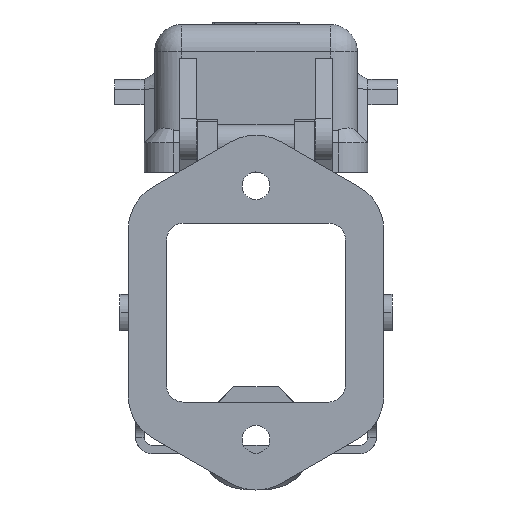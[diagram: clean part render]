
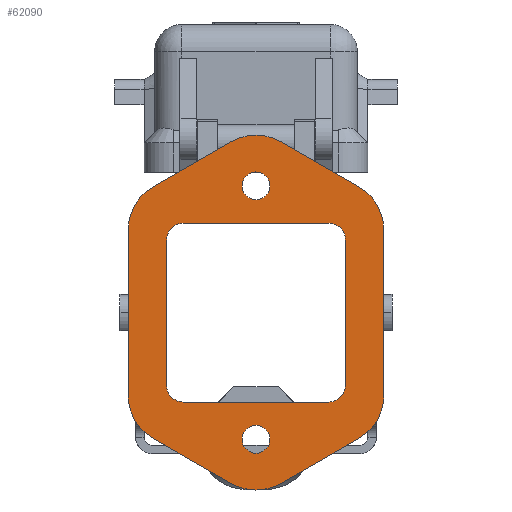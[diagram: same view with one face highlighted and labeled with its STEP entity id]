
A CAD part, front view. The second image highlights one B-rep face of the part: STEP entity #62090.
In plain terms, the highlighted face is planar.
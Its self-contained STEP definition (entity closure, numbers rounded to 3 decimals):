
#11950=CARTESIAN_POINT('',(65.873,31.938,-1.8));
#11960=VERTEX_POINT('',#11950);
#11990=CARTESIAN_POINT('',(59.873,31.938,-1.8));
#12000=DIRECTION('',(0.,0.,1.));
#12010=DIRECTION('',(1.,0.,0.));
#12020=AXIS2_PLACEMENT_3D('',#11990,#12000,#12010);
#12030=CIRCLE('',#12020,6.);
#12040=CARTESIAN_POINT('',(62.873,26.742,-1.8));
#12050=VERTEX_POINT('',#12040);
#12060=EDGE_CURVE('',#12050,#11960,#12030,.T.);
#12370=CARTESIAN_POINT('',(62.873,56.569,-1.8));
#12380=VERTEX_POINT('',#12370);
#12410=CARTESIAN_POINT('',(59.873,51.373,-1.8));
#12420=DIRECTION('',(0.,0.,1.));
#12430=DIRECTION('',(1.,0.,0.));
#12440=AXIS2_PLACEMENT_3D('',#12410,#12420,#12430);
#12450=CIRCLE('',#12440,6.);
#12460=CARTESIAN_POINT('',(65.873,51.373,-1.8));
#12470=VERTEX_POINT('',#12460);
#12480=EDGE_CURVE('',#12470,#12380,#12450,.T.);
#12640=CARTESIAN_POINT('',(41.573,31.938,-1.8));
#12650=DIRECTION('',(0.,0.,-1.));
#12660=DIRECTION('',(-1.,0.,0.));
#12670=AXIS2_PLACEMENT_3D('',#12640,#12650,#12660);
#12680=CIRCLE('',#12670,6.);
#12690=CARTESIAN_POINT('',(38.573,26.742,-1.8));
#12700=VERTEX_POINT('',#12690);
#12710=CARTESIAN_POINT('',(35.573,31.938,-1.8));
#12720=VERTEX_POINT('',#12710);
#12730=EDGE_CURVE('',#12700,#12720,#12680,.T.);
#13100=CARTESIAN_POINT('',(35.573,51.373,-1.8));
#13110=VERTEX_POINT('',#13100);
#13230=CARTESIAN_POINT('',(35.573,49.553,-1.8));
#13240=DIRECTION('',(0.,-1.,0.));
#13250=VECTOR('',#13240,1.);
#13260=LINE('',#13230,#13250);
#13270=EDGE_CURVE('',#13110,#12720,#13260,.T.);
#13540=CARTESIAN_POINT('',(49.073,56.655,-1.8));
#13550=VERTEX_POINT('',#13540);
#13580=CARTESIAN_POINT('',(50.723,56.655,-1.8));
#13590=DIRECTION('',(0.,0.,1.));
#13600=DIRECTION('',(0.,1.,0.));
#13610=AXIS2_PLACEMENT_3D('',#13580,#13590,#13600);
#13620=CIRCLE('',#13610,1.65);
#13630=CARTESIAN_POINT('',(52.373,56.655,-1.8));
#13640=VERTEX_POINT('',#13630);
#13650=EDGE_CURVE('',#13550,#13640,#13620,.T.);
#18580=CARTESIAN_POINT('',(40.131,50.248,-1.8));
#18590=VERTEX_POINT('',#18580);
#18620=CARTESIAN_POINT('',(40.131,2.841,-1.8));
#18630=DIRECTION('',(0.,-1.,0.));
#18640=VECTOR('',#18630,1.);
#18650=LINE('',#18620,#18640);
#18660=CARTESIAN_POINT('',(40.131,33.063,-1.8));
#18670=VERTEX_POINT('',#18660);
#18680=EDGE_CURVE('',#18590,#18670,#18650,.T.);
#19220=CARTESIAN_POINT('',(42.131,31.063,-1.8));
#19230=VERTEX_POINT('',#19220);
#19260=CARTESIAN_POINT('',(29.938,31.063,-1.8));
#19270=DIRECTION('',(1.,0.,0.));
#19280=VECTOR('',#19270,1.);
#19290=LINE('',#19260,#19280);
#19300=CARTESIAN_POINT('',(59.316,31.063,-1.8));
#19310=VERTEX_POINT('',#19300);
#19320=EDGE_CURVE('',#19230,#19310,#19290,.T.);
#19980=CARTESIAN_POINT('',(61.316,2.841,-1.8));
#19990=DIRECTION('',(0.,1.,0.));
#20000=VECTOR('',#19990,1.);
#20010=LINE('',#19980,#20000);
#20020=CARTESIAN_POINT('',(61.316,33.063,-1.8));
#20030=VERTEX_POINT('',#20020);
#20040=CARTESIAN_POINT('',(61.316,50.248,-1.8));
#20050=VERTEX_POINT('',#20040);
#20060=EDGE_CURVE('',#20030,#20050,#20010,.T.);
#21040=CARTESIAN_POINT('',(59.316,52.248,-1.8));
#21050=VERTEX_POINT('',#21040);
#21080=CARTESIAN_POINT('',(29.938,52.248,-1.8));
#21090=DIRECTION('',(-1.,0.,0.));
#21100=VECTOR('',#21090,1.);
#21110=LINE('',#21080,#21100);
#21120=CARTESIAN_POINT('',(42.131,52.248,-1.8));
#21130=VERTEX_POINT('',#21120);
#21140=EDGE_CURVE('',#21050,#21130,#21110,.T.);
#30690=CARTESIAN_POINT('',(42.131,33.063,-1.8));
#30700=DIRECTION('',(0.,0.,1.));
#30710=DIRECTION('',(0.707,0.707,0.));
#30720=AXIS2_PLACEMENT_3D('',#30690,#30700,#30710);
#30730=ELLIPSE('',#30720,2.,2.);
#30740=EDGE_CURVE('',#18670,#19230,#30730,.T.);
#30940=CARTESIAN_POINT('',(42.131,50.248,-1.8));
#30950=DIRECTION('',(0.,0.,1.));
#30960=DIRECTION('',(0.707,-0.707,0.));
#30970=AXIS2_PLACEMENT_3D('',#30940,#30950,#30960);
#30980=ELLIPSE('',#30970,2.,2.);
#30990=EDGE_CURVE('',#21130,#18590,#30980,.T.);
#31210=CARTESIAN_POINT('',(59.316,33.063,-1.8));
#31220=DIRECTION('',(0.,0.,1.));
#31230=DIRECTION('',(0.707,-0.707,0.));
#31240=AXIS2_PLACEMENT_3D('',#31210,#31220,#31230);
#31250=ELLIPSE('',#31240,2.,2.);
#31260=EDGE_CURVE('',#19310,#20030,#31250,.T.);
#31460=CARTESIAN_POINT('',(59.316,50.248,-1.8));
#31470=DIRECTION('',(0.,0.,1.));
#31480=DIRECTION('',(0.707,0.707,0.));
#31490=AXIS2_PLACEMENT_3D('',#31460,#31470,#31480);
#31500=ELLIPSE('',#31490,2.,2.);
#31510=EDGE_CURVE('',#20050,#21050,#31500,.T.);
#60990=CARTESIAN_POINT('',(29.938,2.841,-1.8));
#61000=DIRECTION('',(0.,0.,1.));
#61010=DIRECTION('',(1.,0.,0.));
#61020=AXIS2_PLACEMENT_3D('',#60990,#61000,#61010);
#61030=PLANE('',#61020);
#61040=ORIENTED_EDGE('',*,*,#30740,.T.);
#61050=ORIENTED_EDGE('',*,*,#18680,.T.);
#61060=ORIENTED_EDGE('',*,*,#30990,.T.);
#61070=ORIENTED_EDGE('',*,*,#21140,.T.);
#61080=ORIENTED_EDGE('',*,*,#31510,.T.);
#61090=ORIENTED_EDGE('',*,*,#20060,.T.);
#61100=ORIENTED_EDGE('',*,*,#31260,.T.);
#61110=ORIENTED_EDGE('',*,*,#19320,.T.);
#61120=EDGE_LOOP('',(#61110,#61100,#61090,#61080,#61070,#61060,#61050,
#61040));
#61130=FACE_BOUND('',#61120,.T.);
#61140=ORIENTED_EDGE('',*,*,#13650,.T.);
#61150=CARTESIAN_POINT('',(50.723,58.305,-1.8));
#61160=VERTEX_POINT('',#61150);
#61170=EDGE_CURVE('',#61160,#13550,#13620,.T.);
#61180=ORIENTED_EDGE('',*,*,#61170,.T.);
#61190=EDGE_CURVE('',#13640,#61160,#13620,.T.);
#61200=ORIENTED_EDGE('',*,*,#61190,.T.);
#61210=EDGE_LOOP('',(#61200,#61180,#61140));
#61220=FACE_BOUND('',#61210,.T.);
#61230=CARTESIAN_POINT('',(50.723,26.655,-1.8));
#61240=DIRECTION('',(0.,0.,1.));
#61250=DIRECTION('',(0.,1.,0.));
#61260=AXIS2_PLACEMENT_3D('',#61230,#61240,#61250);
#61270=CIRCLE('',#61260,1.65);
#61280=CARTESIAN_POINT('',(49.073,26.655,-1.8));
#61290=VERTEX_POINT('',#61280);
#61300=CARTESIAN_POINT('',(52.373,26.655,-1.8));
#61310=VERTEX_POINT('',#61300);
#61320=EDGE_CURVE('',#61290,#61310,#61270,.T.);
#61330=ORIENTED_EDGE('',*,*,#61320,.T.);
#61340=CARTESIAN_POINT('',(50.723,28.305,-1.8));
#61350=VERTEX_POINT('',#61340);
#61360=EDGE_CURVE('',#61350,#61290,#61270,.T.);
#61370=ORIENTED_EDGE('',*,*,#61360,.T.);
#61380=EDGE_CURVE('',#61310,#61350,#61270,.T.);
#61390=ORIENTED_EDGE('',*,*,#61380,.T.);
#61400=EDGE_LOOP('',(#61390,#61370,#61330));
#61410=FACE_BOUND('',#61400,.T.);
#61420=ORIENTED_EDGE('',*,*,#12730,.T.);
#61430=CARTESIAN_POINT('',(47.723,21.459,-1.8));
#61440=DIRECTION('',(-0.866,0.5,0.));
#61450=VECTOR('',#61440,1.);
#61460=LINE('',#61430,#61450);
#61470=CARTESIAN_POINT('',(47.723,21.459,-1.8));
#61480=VERTEX_POINT('',#61470);
#61490=EDGE_CURVE('',#61480,#12700,#61460,.T.);
#61500=ORIENTED_EDGE('',*,*,#61490,.T.);
#61510=CARTESIAN_POINT('',(50.723,26.655,-1.8));
#61520=DIRECTION('',(0.,0.,1.));
#61530=DIRECTION('',(-1.,0.,0.));
#61540=AXIS2_PLACEMENT_3D('',#61510,#61520,#61530);
#61550=CIRCLE('',#61540,6.);
#61560=CARTESIAN_POINT('',(53.723,21.459,-1.8));
#61570=VERTEX_POINT('',#61560);
#61580=EDGE_CURVE('',#61480,#61570,#61550,.T.);
#61590=ORIENTED_EDGE('',*,*,#61580,.F.);
#61600=CARTESIAN_POINT('',(53.723,21.459,-1.8));
#61610=DIRECTION('',(0.866,0.5,0.));
#61620=VECTOR('',#61610,1.);
#61630=LINE('',#61600,#61620);
#61640=EDGE_CURVE('',#61570,#12050,#61630,.T.);
#61650=ORIENTED_EDGE('',*,*,#61640,.F.);
#61660=ORIENTED_EDGE('',*,*,#12060,.F.);
#61670=CARTESIAN_POINT('',(65.873,33.758,-1.8));
#61680=DIRECTION('',(0.,1.,0.));
#61690=VECTOR('',#61680,1.);
#61700=LINE('',#61670,#61690);
#61710=EDGE_CURVE('',#11960,#12470,#61700,.T.);
#61720=ORIENTED_EDGE('',*,*,#61710,.F.);
#61730=ORIENTED_EDGE('',*,*,#12480,.F.);
#61740=CARTESIAN_POINT('',(53.723,61.852,-1.8));
#61750=DIRECTION('',(0.866,-0.5,0.));
#61760=VECTOR('',#61750,1.);
#61770=LINE('',#61740,#61760);
#61780=CARTESIAN_POINT('',(53.723,61.852,-1.8));
#61790=VERTEX_POINT('',#61780);
#61800=EDGE_CURVE('',#61790,#12380,#61770,.T.);
#61810=ORIENTED_EDGE('',*,*,#61800,.T.);
#61820=CARTESIAN_POINT('',(50.723,56.655,-1.8));
#61830=DIRECTION('',(0.,0.,1.));
#61840=DIRECTION('',(1.,0.,0.));
#61850=AXIS2_PLACEMENT_3D('',#61820,#61830,#61840);
#61860=CIRCLE('',#61850,6.);
#61870=CARTESIAN_POINT('',(47.723,61.852,-1.8));
#61880=VERTEX_POINT('',#61870);
#61890=EDGE_CURVE('',#61790,#61880,#61860,.T.);
#61900=ORIENTED_EDGE('',*,*,#61890,.F.);
#61910=CARTESIAN_POINT('',(47.723,61.852,-1.8));
#61920=DIRECTION('',(-0.866,-0.5,0.));
#61930=VECTOR('',#61920,1.);
#61940=LINE('',#61910,#61930);
#61950=CARTESIAN_POINT('',(38.573,56.569,-1.8));
#61960=VERTEX_POINT('',#61950);
#61970=EDGE_CURVE('',#61880,#61960,#61940,.T.);
#61980=ORIENTED_EDGE('',*,*,#61970,.F.);
#61990=CARTESIAN_POINT('',(41.573,51.373,-1.8));
#62000=DIRECTION('',(0.,0.,1.));
#62010=DIRECTION('',(1.,0.,0.));
#62020=AXIS2_PLACEMENT_3D('',#61990,#62000,#62010);
#62030=CIRCLE('',#62020,6.);
#62040=EDGE_CURVE('',#61960,#13110,#62030,.T.);
#62050=ORIENTED_EDGE('',*,*,#62040,.F.);
#62060=ORIENTED_EDGE('',*,*,#13270,.F.);
#62070=EDGE_LOOP('',(#62060,#62050,#61980,#61900,#61810,#61730,#61720,
#61660,#61650,#61590,#61500,#61420));
#62080=FACE_OUTER_BOUND('',#62070,.T.);
#62090=ADVANCED_FACE('',(#61130,#61220,#61410,#62080),#61030,.F.);
